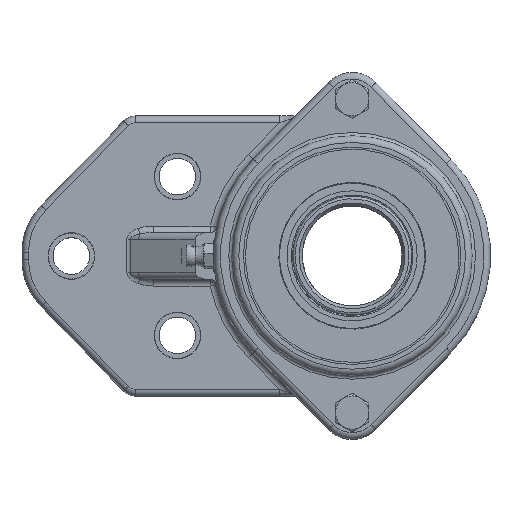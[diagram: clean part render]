
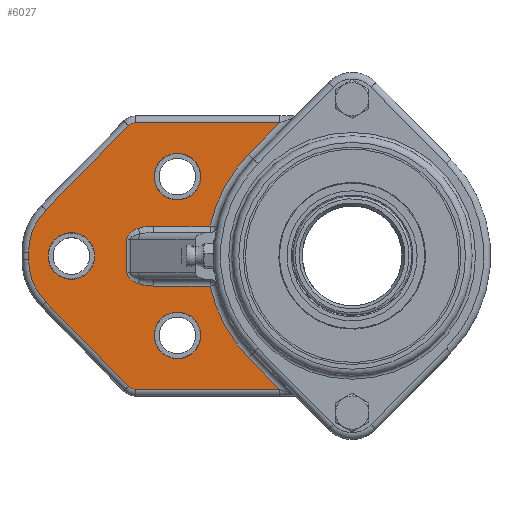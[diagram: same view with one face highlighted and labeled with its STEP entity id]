
A CAD part, top view. The second image highlights one B-rep face of the part: STEP entity #6027.
In plain terms, the highlighted planar face has unit normal (0, 0, 1).
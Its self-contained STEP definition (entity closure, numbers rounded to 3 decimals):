
#172=ELLIPSE('',#6548,8.,4.);
#173=ELLIPSE('',#6549,8.,4.);
#174=ELLIPSE('',#6550,8.,4.);
#175=ELLIPSE('',#6551,8.,4.);
#443=FACE_OUTER_BOUND('',#1616,.T.);
#786=LINE('',#9826,#1072);
#788=LINE('',#9838,#1074);
#790=LINE('',#9850,#1076);
#792=LINE('',#9862,#1078);
#794=LINE('',#9874,#1080);
#812=LINE('',#9973,#1098);
#813=LINE('',#9976,#1099);
#814=LINE('',#9982,#1100);
#815=LINE('',#9988,#1101);
#816=LINE('',#9991,#1102);
#1072=VECTOR('',#7510,10.);
#1074=VECTOR('',#7524,10.);
#1076=VECTOR('',#7538,10.);
#1078=VECTOR('',#7552,10.);
#1080=VECTOR('',#7566,10.);
#1098=VECTOR('',#7632,10.);
#1099=VECTOR('',#7635,10.);
#1100=VECTOR('',#7640,10.);
#1101=VECTOR('',#7645,10.);
#1102=VECTOR('',#7648,10.);
#1336=PLANE('',#6547);
#1465=FACE_BOUND('',#1617,.T.);
#1466=FACE_BOUND('',#1618,.T.);
#1467=FACE_BOUND('',#1619,.T.);
#1616=EDGE_LOOP('',(#4211,#4212,#4213,#4214,#4215,#4216,#4217,#4218,#4219,
#4220,#4221,#4222,#4223,#4224,#4225,#4226,#4227,#4228,#4229,#4230));
#1617=EDGE_LOOP('',(#4231));
#1618=EDGE_LOOP('',(#4232));
#1619=EDGE_LOOP('',(#4233));
#2031=CIRCLE('',#6439,7.);
#2037=CIRCLE('',#6450,7.);
#2043=CIRCLE('',#6461,7.);
#2069=CIRCLE('',#6501,3.);
#2073=CIRCLE('',#6507,18.);
#2077=CIRCLE('',#6513,18.);
#2081=CIRCLE('',#6519,3.);
#2093=CIRCLE('',#6545,43.5);
#2094=CIRCLE('',#6552,43.5);
#2516=VERTEX_POINT('',#9520);
#2522=VERTEX_POINT('',#9539);
#2528=VERTEX_POINT('',#9558);
#2573=VERTEX_POINT('',#9804);
#2577=VERTEX_POINT('',#9824);
#2579=VERTEX_POINT('',#9830);
#2581=VERTEX_POINT('',#9836);
#2583=VERTEX_POINT('',#9842);
#2585=VERTEX_POINT('',#9848);
#2587=VERTEX_POINT('',#9854);
#2589=VERTEX_POINT('',#9860);
#2591=VERTEX_POINT('',#9866);
#2593=VERTEX_POINT('',#9872);
#2606=VERTEX_POINT('',#9959);
#2609=VERTEX_POINT('',#9966);
#2611=VERTEX_POINT('',#9975);
#2612=VERTEX_POINT('',#9977);
#2613=VERTEX_POINT('',#9979);
#2614=VERTEX_POINT('',#9981);
#2615=VERTEX_POINT('',#9983);
#2616=VERTEX_POINT('',#9985);
#2617=VERTEX_POINT('',#9987);
#2618=VERTEX_POINT('',#9989);
#3089=EDGE_CURVE('',#2516,#2516,#2031,.T.);
#3097=EDGE_CURVE('',#2522,#2522,#2037,.T.);
#3105=EDGE_CURVE('',#2528,#2528,#2043,.T.);
#3159=EDGE_CURVE('',#2577,#2573,#786,.T.);
#3162=EDGE_CURVE('',#2579,#2577,#2069,.T.);
#3165=EDGE_CURVE('',#2581,#2579,#788,.T.);
#3168=EDGE_CURVE('',#2583,#2581,#2073,.T.);
#3171=EDGE_CURVE('',#2585,#2583,#790,.T.);
#3174=EDGE_CURVE('',#2587,#2585,#2077,.T.);
#3177=EDGE_CURVE('',#2589,#2587,#792,.T.);
#3180=EDGE_CURVE('',#2591,#2589,#2081,.T.);
#3183=EDGE_CURVE('',#2593,#2591,#794,.T.);
#3212=EDGE_CURVE('',#2606,#2609,#2093,.T.);
#3214=EDGE_CURVE('',#2609,#2593,#812,.T.);
#3215=EDGE_CURVE('',#2611,#2606,#813,.T.);
#3216=EDGE_CURVE('',#2612,#2611,#172,.T.);
#3217=EDGE_CURVE('',#2613,#2612,#173,.T.);
#3218=EDGE_CURVE('',#2614,#2613,#814,.T.);
#3219=EDGE_CURVE('',#2615,#2614,#174,.T.);
#3220=EDGE_CURVE('',#2616,#2615,#175,.T.);
#3221=EDGE_CURVE('',#2617,#2616,#815,.T.);
#3222=EDGE_CURVE('',#2618,#2617,#2094,.T.);
#3223=EDGE_CURVE('',#2573,#2618,#816,.T.);
#4211=ORIENTED_EDGE('',*,*,#3183,.F.);
#4212=ORIENTED_EDGE('',*,*,#3214,.F.);
#4213=ORIENTED_EDGE('',*,*,#3212,.F.);
#4214=ORIENTED_EDGE('',*,*,#3215,.F.);
#4215=ORIENTED_EDGE('',*,*,#3216,.F.);
#4216=ORIENTED_EDGE('',*,*,#3217,.F.);
#4217=ORIENTED_EDGE('',*,*,#3218,.F.);
#4218=ORIENTED_EDGE('',*,*,#3219,.F.);
#4219=ORIENTED_EDGE('',*,*,#3220,.F.);
#4220=ORIENTED_EDGE('',*,*,#3221,.F.);
#4221=ORIENTED_EDGE('',*,*,#3222,.F.);
#4222=ORIENTED_EDGE('',*,*,#3223,.F.);
#4223=ORIENTED_EDGE('',*,*,#3159,.F.);
#4224=ORIENTED_EDGE('',*,*,#3162,.F.);
#4225=ORIENTED_EDGE('',*,*,#3165,.F.);
#4226=ORIENTED_EDGE('',*,*,#3168,.F.);
#4227=ORIENTED_EDGE('',*,*,#3171,.F.);
#4228=ORIENTED_EDGE('',*,*,#3174,.F.);
#4229=ORIENTED_EDGE('',*,*,#3177,.F.);
#4230=ORIENTED_EDGE('',*,*,#3180,.F.);
#4231=ORIENTED_EDGE('',*,*,#3089,.T.);
#4232=ORIENTED_EDGE('',*,*,#3097,.T.);
#4233=ORIENTED_EDGE('',*,*,#3105,.T.);
#6027=ADVANCED_FACE('',(#443,#1465,#1466,#1467),#1336,.T.);
#6439=AXIS2_PLACEMENT_3D('',#9521,#7366,#7367);
#6450=AXIS2_PLACEMENT_3D('',#9540,#7390,#7391);
#6461=AXIS2_PLACEMENT_3D('',#9559,#7414,#7415);
#6501=AXIS2_PLACEMENT_3D('',#9832,#7516,#7517);
#6507=AXIS2_PLACEMENT_3D('',#9844,#7530,#7531);
#6513=AXIS2_PLACEMENT_3D('',#9856,#7544,#7545);
#6519=AXIS2_PLACEMENT_3D('',#9868,#7558,#7559);
#6545=AXIS2_PLACEMENT_3D('',#9970,#7627,#7628);
#6547=AXIS2_PLACEMENT_3D('',#9974,#7633,#7634);
#6548=AXIS2_PLACEMENT_3D('',#9978,#7636,#7637);
#6549=AXIS2_PLACEMENT_3D('',#9980,#7638,#7639);
#6550=AXIS2_PLACEMENT_3D('',#9984,#7641,#7642);
#6551=AXIS2_PLACEMENT_3D('',#9986,#7643,#7644);
#6552=AXIS2_PLACEMENT_3D('',#9990,#7646,#7647);
#7366=DIRECTION('center_axis',(0.,0.,-1.));
#7367=DIRECTION('ref_axis',(-1.,0.,0.));
#7390=DIRECTION('center_axis',(0.,0.,-1.));
#7391=DIRECTION('ref_axis',(-1.,0.,0.));
#7414=DIRECTION('center_axis',(0.,0.,-1.));
#7415=DIRECTION('ref_axis',(-1.,0.,0.));
#7510=DIRECTION('',(1.,0.,0.));
#7516=DIRECTION('center_axis',(0.,0.,-1.));
#7517=DIRECTION('ref_axis',(-0.387,0.922,0.));
#7524=DIRECTION('',(0.7,0.714,0.));
#7530=DIRECTION('center_axis',(0.,0.,-1.));
#7531=DIRECTION('ref_axis',(-0.926,0.378,0.));
#7538=DIRECTION('',(0.,1.,0.));
#7544=DIRECTION('center_axis',(0.,0.,-1.));
#7545=DIRECTION('ref_axis',(-0.926,-0.378,0.));
#7552=DIRECTION('',(-0.7,0.714,0.));
#7558=DIRECTION('center_axis',(0.,0.,-1.));
#7559=DIRECTION('ref_axis',(-0.387,-0.922,0.));
#7566=DIRECTION('',(-1.,0.,0.));
#7627=DIRECTION('center_axis',(0.,0.,1.));
#7628=DIRECTION('ref_axis',(-0.879,-0.477,0.));
#7632=DIRECTION('',(0.7,-0.714,0.));
#7633=DIRECTION('center_axis',(0.,0.,1.));
#7634=DIRECTION('ref_axis',(1.,0.,0.));
#7635=DIRECTION('',(1.,0.,0.));
#7636=DIRECTION('center_axis',(0.,0.,1.));
#7637=DIRECTION('ref_axis',(-1.,0.,0.));
#7638=DIRECTION('center_axis',(0.,0.,1.));
#7639=DIRECTION('ref_axis',(-1.,0.,0.));
#7640=DIRECTION('',(0.,-1.,0.));
#7641=DIRECTION('center_axis',(0.,0.,1.));
#7642=DIRECTION('ref_axis',(-1.,0.,0.));
#7643=DIRECTION('center_axis',(0.,0.,1.));
#7644=DIRECTION('ref_axis',(-1.,0.,0.));
#7645=DIRECTION('',(-1.,0.,0.));
#7646=DIRECTION('center_axis',(0.,0.,1.));
#7647=DIRECTION('ref_axis',(-0.879,0.477,0.));
#7648=DIRECTION('',(-0.7,-0.714,0.));
#9520=CARTESIAN_POINT('',(-45.4,23.8,22.5));
#9521=CARTESIAN_POINT('Origin',(-52.4,23.8,22.5));
#9539=CARTESIAN_POINT('',(-77.2,0.,22.5));
#9540=CARTESIAN_POINT('Origin',(-84.2,0.,22.5));
#9558=CARTESIAN_POINT('',(-45.4,-23.8,22.5));
#9559=CARTESIAN_POINT('Origin',(-52.4,-23.8,22.5));
#9804=CARTESIAN_POINT('',(-21.704,40.,22.5));
#9824=CARTESIAN_POINT('',(-64.9,40.,22.5));
#9826=CARTESIAN_POINT('',(-36.111,40.,22.5));
#9830=CARTESIAN_POINT('',(-67.042,39.1,22.5));
#9832=CARTESIAN_POINT('Origin',(-64.9,37.,22.5));
#9836=CARTESIAN_POINT('',(-91.855,13.786,22.5));
#9838=CARTESIAN_POINT('',(-73.198,32.82,22.5));
#9842=CARTESIAN_POINT('',(-97.,1.186,22.5));
#9844=CARTESIAN_POINT('Origin',(-79.,1.186,22.5));
#9848=CARTESIAN_POINT('',(-97.,-1.186,22.5));
#9850=CARTESIAN_POINT('',(-97.,4.677,22.5));
#9854=CARTESIAN_POINT('',(-91.855,-13.786,22.5));
#9856=CARTESIAN_POINT('Origin',(-79.,-1.186,22.5));
#9860=CARTESIAN_POINT('',(-67.042,-39.1,22.5));
#9862=CARTESIAN_POINT('',(-89.198,-16.496,22.5));
#9866=CARTESIAN_POINT('',(-64.9,-40.,22.5));
#9868=CARTESIAN_POINT('Origin',(-64.9,-37.,22.5));
#9872=CARTESIAN_POINT('',(-21.704,-40.,22.5));
#9874=CARTESIAN_POINT('',(-61.14,-40.,22.5));
#9959=CARTESIAN_POINT('',(-42.559,-9.,22.5));
#9966=CARTESIAN_POINT('',(-31.065,-30.45,22.5));
#9970=CARTESIAN_POINT('Origin',(0.,0.,
22.5));
#9973=CARTESIAN_POINT('',(-44.609,-16.633,22.5));
#9974=CARTESIAN_POINT('Origin',(-55.279,0.,
22.5));
#9975=CARTESIAN_POINT('',(-59.536,-9.,22.5));
#9976=CARTESIAN_POINT('',(-61.14,-9.,22.5));
#9977=CARTESIAN_POINT('',(-64.155,-8.266,22.5));
#9978=CARTESIAN_POINT('Origin',(-59.536,-5.,22.5));
#9979=CARTESIAN_POINT('',(-67.536,-5.,22.5));
#9980=CARTESIAN_POINT('Origin',(-59.536,-5.,22.5));
#9981=CARTESIAN_POINT('',(-67.536,5.,22.5));
#9982=CARTESIAN_POINT('',(-67.536,1.75,22.5));
#9983=CARTESIAN_POINT('',(-64.155,8.266,22.5));
#9984=CARTESIAN_POINT('Origin',(-59.536,5.,22.5));
#9985=CARTESIAN_POINT('',(-59.536,9.,22.5));
#9986=CARTESIAN_POINT('Origin',(-59.536,5.,22.5));
#9987=CARTESIAN_POINT('',(-42.559,9.,22.5));
#9988=CARTESIAN_POINT('',(-47.14,9.,22.5));
#9989=CARTESIAN_POINT('',(-31.065,30.45,22.5));
#9990=CARTESIAN_POINT('Origin',(0.,0.,
22.5));
#9991=CARTESIAN_POINT('',(-33.361,28.108,22.5));
